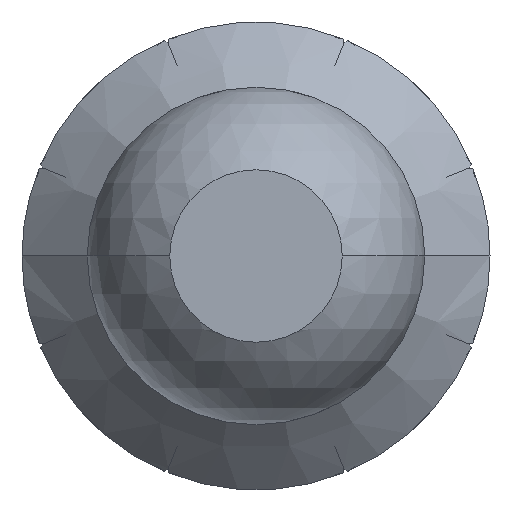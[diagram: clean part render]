
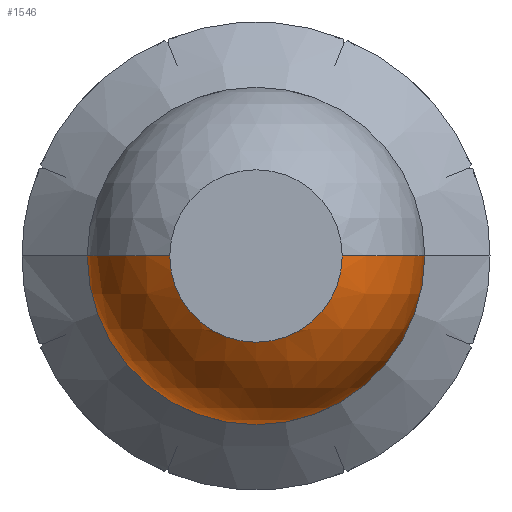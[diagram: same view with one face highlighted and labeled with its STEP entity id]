
A CAD part, front view. The second image highlights one B-rep face of the part: STEP entity #1546.
In plain terms, the highlighted spherical face has radius 0.685 mm.
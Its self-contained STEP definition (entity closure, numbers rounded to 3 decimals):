
#46 = SPHERICAL_SURFACE ( 'NONE', #1744, 0.685 ) ;
#94 = VERTEX_POINT ( 'NONE', #4280 ) ;
#108 = DIRECTION ( 'NONE',  ( 0., -1., 0. ) ) ;
#110 = VERTEX_POINT ( 'NONE', #2912 ) ;
#200 = VERTEX_POINT ( 'NONE', #1931 ) ;
#217 = CARTESIAN_POINT ( 'NONE',  ( 0., -30., 0. ) ) ;
#218 = CARTESIAN_POINT ( 'NONE',  ( 0., -29.411, 0. ) ) ;
#427 = AXIS2_PLACEMENT_3D ( 'NONE', #218, #514, #4419 ) ;
#514 = DIRECTION ( 'NONE',  ( 0., 1., 0. ) ) ;
#939 = ORIENTED_EDGE ( 'NONE', *, *, #4246, .F. ) ;
#1030 = ORIENTED_EDGE ( 'NONE', *, *, #3157, .F. ) ;
#1079 = ORIENTED_EDGE ( 'NONE', *, *, #3694, .F. ) ;
#1092 = ORIENTED_EDGE ( 'NONE', *, *, #3125, .T. ) ;
#1118 = CARTESIAN_POINT ( 'NONE',  ( 0., -29.411, 0. ) ) ;
#1300 = AXIS2_PLACEMENT_3D ( 'NONE', #2186, #108, #3978 ) ;
#1404 = VERTEX_POINT ( 'NONE', #3022 ) ;
#1437 = CARTESIAN_POINT ( 'NONE',  ( 0., -29.411, 0. ) ) ;
#1538 = DIRECTION ( 'NONE',  ( 0., 0., -1. ) ) ;
#1546 = ADVANCED_FACE ( 'Defeature ausgef�hrt1_4', ( #2026 ), #46, .T. ) ;
#1744 = AXIS2_PLACEMENT_3D ( 'NONE', #3971, #1538, #1849 ) ;
#1849 = DIRECTION ( 'NONE',  ( 1., 0., 0. ) ) ;
#1866 = CARTESIAN_POINT ( 'NONE',  ( -0.35, -30., 0. ) ) ;
#1931 = CARTESIAN_POINT ( 'NONE',  ( 0., -29.411, -0.685 ) ) ;
#2026 = FACE_OUTER_BOUND ( 'NONE', #3949, .T. ) ;
#2115 = AXIS2_PLACEMENT_3D ( 'NONE', #2440, #3891, #3867 ) ;
#2186 = CARTESIAN_POINT ( 'NONE',  ( 0., -30., 0. ) ) ;
#2230 = CARTESIAN_POINT ( 'NONE',  ( 0.35, -30., 0. ) ) ;
#2285 = ORIENTED_EDGE ( 'NONE', *, *, #4037, .F. ) ;
#2391 = CIRCLE ( 'NONE', #2721, 0.685 ) ;
#2440 = CARTESIAN_POINT ( 'NONE',  ( 0., -29.411, 0. ) ) ;
#2523 = ORIENTED_EDGE ( 'NONE', *, *, #4546, .F. ) ;
#2572 = AXIS2_PLACEMENT_3D ( 'NONE', #1437, #3543, #3568 ) ;
#2721 = AXIS2_PLACEMENT_3D ( 'NONE', #1118, #3931, #3916 ) ;
#2912 = CARTESIAN_POINT ( 'NONE',  ( 0.685, -29.411, 0. ) ) ;
#2946 = CIRCLE ( 'NONE', #2115, 0.685 ) ;
#3022 = CARTESIAN_POINT ( 'NONE',  ( -0.685, -29.411, 0. ) ) ;
#3125 = EDGE_CURVE ( 'NONE', #4130, #1404, #2946, .T. ) ;
#3157 = EDGE_CURVE ( 'Defeature ausgef�hrt1_5+Defeature ausgef�hrt1_4+Defeature ausgef�hrt1_4+Defeature ausgef�hrt1_4', #110, #200, #3895, .T. ) ;
#3167 = CIRCLE ( 'NONE', #1300, 0.35 ) ;
#3543 = DIRECTION ( 'NONE',  ( 0., 1., 0. ) ) ;
#3568 = DIRECTION ( 'NONE',  ( 0., 0., 1. ) ) ;
#3677 = AXIS2_PLACEMENT_3D ( 'NONE', #217, #3722, #3764 ) ;
#3694 = EDGE_CURVE ( 'Defeature ausgef�hrt1_32+Defeature ausgef�hrt1_4+Defeature ausgef�hrt1_4+Defeature ausgef�hrt1_4', #4130, #94, #3167, .T. ) ;
#3722 = DIRECTION ( 'NONE',  ( 0., -1., 0. ) ) ;
#3764 = DIRECTION ( 'NONE',  ( 0., 0., -1. ) ) ;
#3836 = CIRCLE ( 'NONE', #427, 0.685 ) ;
#3867 = DIRECTION ( 'NONE',  ( -1., 0., 0. ) ) ;
#3891 = DIRECTION ( 'NONE',  ( 0., 0., -1. ) ) ;
#3895 = CIRCLE ( 'NONE', #2572, 0.685 ) ;
#3916 = DIRECTION ( 'NONE',  ( 1., 0., 0. ) ) ;
#3931 = DIRECTION ( 'NONE',  ( 0., 0., 1. ) ) ;
#3949 = EDGE_LOOP ( 'NONE', ( #1079, #1092, #2523, #1030, #2285, #939 ) ) ;
#3971 = CARTESIAN_POINT ( 'NONE',  ( 0., -29.411, 0. ) ) ;
#3978 = DIRECTION ( 'NONE',  ( 0., 0., -1. ) ) ;
#4037 = EDGE_CURVE ( 'NONE', #4124, #110, #2391, .T. ) ;
#4124 = VERTEX_POINT ( 'NONE', #2230 ) ;
#4130 = VERTEX_POINT ( 'NONE', #1866 ) ;
#4170 = CIRCLE ( 'NONE', #3677, 0.35 ) ;
#4246 = EDGE_CURVE ( 'Defeature ausgef�hrt1_32+Defeature ausgef�hrt1_4+Defeature ausgef�hrt1_4+Defeature ausgef�hrt1_4', #94, #4124, #4170, .T. ) ;
#4280 = CARTESIAN_POINT ( 'NONE',  ( 0., -30., -0.35 ) ) ;
#4419 = DIRECTION ( 'NONE',  ( 0., 0., 1. ) ) ;
#4546 = EDGE_CURVE ( 'Defeature ausgef�hrt1_5+Defeature ausgef�hrt1_4+Defeature ausgef�hrt1_4+Defeature ausgef�hrt1_4', #200, #1404, #3836, .T. ) ;
